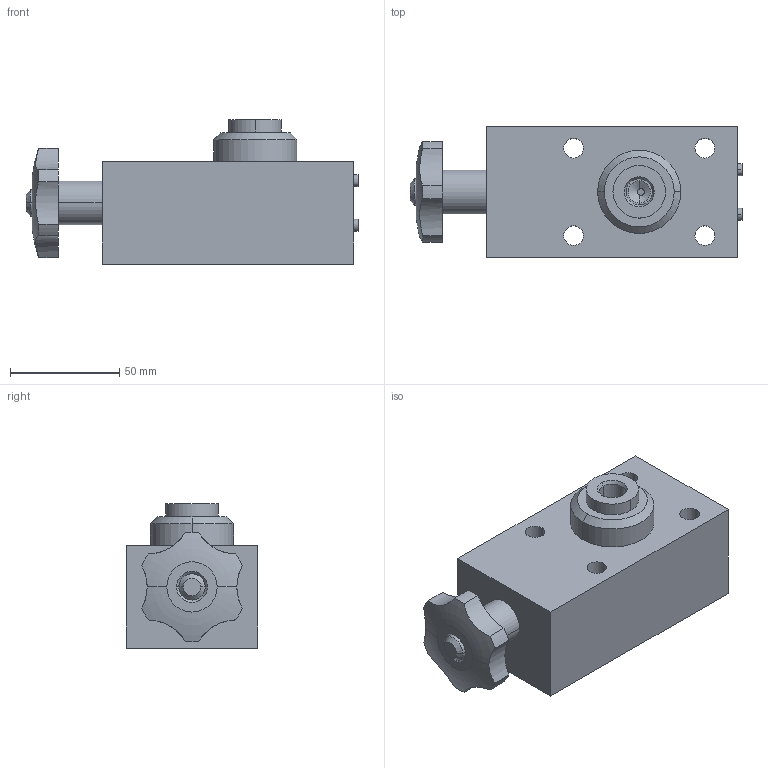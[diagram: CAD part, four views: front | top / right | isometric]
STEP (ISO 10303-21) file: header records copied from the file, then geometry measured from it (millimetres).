
FILE_DESCRIPTION (( 'STEP AP203' ), '1' );
FILE_NAME ('cp300-12060.STEP', '2023-06-15T07:13:24', ( '' ), ( '' ), 'SwSTEP 2.0', 'SolidWorks 2021', '' );
FILE_SCHEMA (( 'CONFIG_CONTROL_DESIGN' ));
Length unit declared in the file: millimetre
Products named in the file (4): cp300-12060; cp300-12060_02; cp300-12060_03; cp300-12060_01
Assembly tree (3 placements, depth 2):
  cp300-12060
    cp300-12060_01
    cp300-12060_02
    cp300-12060_03
Bounding box: 151.81 x 60 x 66 mm (x, y, z)
Volume: 339060.7 mm3; surface area: 62320.5 mm2
Topology: 3 solids, 3 shells, 104 faces, 246 edges, 159 vertices
Faces by surface type: cylinder 49, plane 39, cone 14, torus 2
Entity records: 3670 total; most frequent: CARTESIAN_POINT 784, DIRECTION 551, ORIENTED_EDGE 492, EDGE_CURVE 246, AXIS2_PLACEMENT_3D 217, VERTEX_POINT 159, EDGE_LOOP 127, LINE 117
